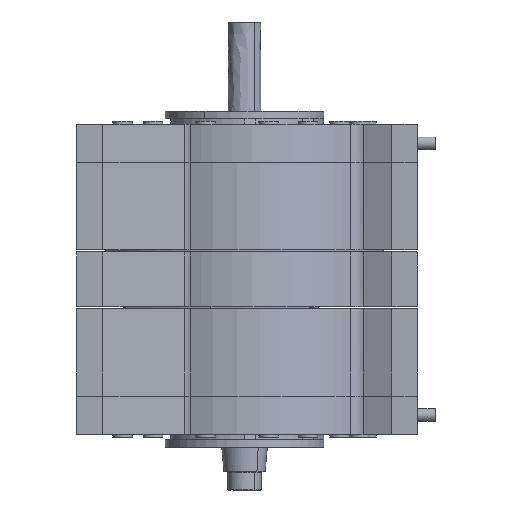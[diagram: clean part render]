
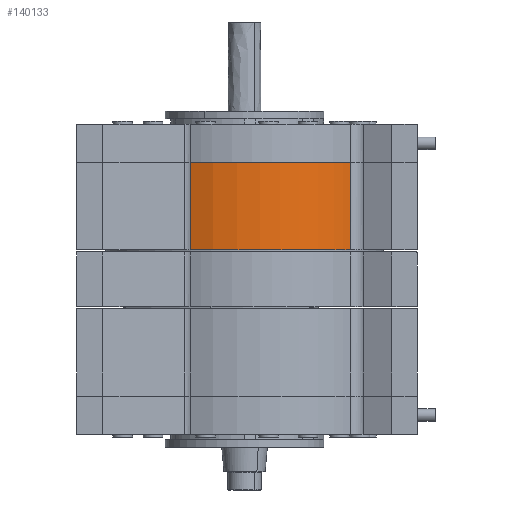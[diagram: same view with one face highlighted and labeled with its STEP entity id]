
A CAD part, front view. The second image highlights one B-rep face of the part: STEP entity #140133.
In plain terms, the highlighted free-form (B-spline) face has degree [2, 1] with [3, 2] control points.
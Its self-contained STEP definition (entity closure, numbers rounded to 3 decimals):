
#136712 = VERTEX_POINT('',#136713);
#136713 = CARTESIAN_POINT('',(-61.47,-181.725,
    131.762));
#136719 = EDGE_CURVE('',#136712,#136720,#136722,.T.);
#136720 = VERTEX_POINT('',#136721);
#136721 = CARTESIAN_POINT('',(119.552,-140.214,
    131.762));
#136722 = ( BOUNDED_CURVE() B_SPLINE_CURVE(2,(#136723,#136724,#136725),
.UNSPECIFIED.,.F.,.F.) B_SPLINE_CURVE_WITH_KNOTS((3,3),(1.176,
2.417),.PIECEWISE_BEZIER_KNOTS.) CURVE() 
GEOMETRIC_REPRESENTATION_ITEM() RATIONAL_B_SPLINE_CURVE((1.,
0.814,1.)) REPRESENTATION_ITEM('') );
#136723 = CARTESIAN_POINT('',(-61.47,-181.725,
    131.762));
#136724 = CARTESIAN_POINT('',(43.875,-225.657,
    131.762));
#136725 = CARTESIAN_POINT('',(119.552,-140.214,
    131.762));
#137076 = VERTEX_POINT('',#137077);
#137077 = CARTESIAN_POINT('',(119.552,-140.214,
    33.248));
#137083 = EDGE_CURVE('',#137084,#137076,#137086,.T.);
#137084 = VERTEX_POINT('',#137085);
#137085 = CARTESIAN_POINT('',(-61.47,-181.725,
    33.248));
#137086 = ( BOUNDED_CURVE() B_SPLINE_CURVE(2,(#137087,#137088,#137089),
.UNSPECIFIED.,.F.,.F.) B_SPLINE_CURVE_WITH_KNOTS((3,3),(4.317,
5.558),.PIECEWISE_BEZIER_KNOTS.) CURVE() 
GEOMETRIC_REPRESENTATION_ITEM() RATIONAL_B_SPLINE_CURVE((1.,
0.814,1.)) REPRESENTATION_ITEM('') );
#137087 = CARTESIAN_POINT('',(-61.47,-181.725,
    33.248));
#137088 = CARTESIAN_POINT('',(43.875,-225.657,
    33.248));
#137089 = CARTESIAN_POINT('',(119.552,-140.214,
    33.248));
#140133 = ADVANCED_FACE('',(#140134),#140148,.T.);
#140134 = FACE_BOUND('',#140135,.T.);
#140135 = EDGE_LOOP('',(#140136,#140137,#140142,#140143));
#140136 = ORIENTED_EDGE('',*,*,#137083,.T.);
#140137 = ORIENTED_EDGE('',*,*,#140138,.T.);
#140138 = EDGE_CURVE('',#137076,#136720,#140139,.T.);
#140139 = B_SPLINE_CURVE_WITH_KNOTS('',1,(#140140,#140141),
  .UNSPECIFIED.,.F.,.F.,(2,2),(-80.,0.),
  .PIECEWISE_BEZIER_KNOTS.);
#140140 = CARTESIAN_POINT('',(119.552,-140.214,
    33.248));
#140141 = CARTESIAN_POINT('',(119.552,-140.214,
    131.762));
#140142 = ORIENTED_EDGE('',*,*,#136719,.F.);
#140143 = ORIENTED_EDGE('',*,*,#140144,.T.);
#140144 = EDGE_CURVE('',#136712,#137084,#140145,.T.);
#140145 = B_SPLINE_CURVE_WITH_KNOTS('',1,(#140146,#140147),
  .UNSPECIFIED.,.F.,.F.,(2,2),(0.,80.),
  .PIECEWISE_BEZIER_KNOTS.);
#140146 = CARTESIAN_POINT('',(-61.47,-181.725,
    131.762));
#140147 = CARTESIAN_POINT('',(-61.47,-181.725,
    33.248));
#140148 = ( BOUNDED_SURFACE() B_SPLINE_SURFACE(2,1,(
    (#140149,#140150)
    ,(#140151,#140152)
    ,(#140153,#140154
)),.UNSPECIFIED.,.F.,.F.,.F.) B_SPLINE_SURFACE_WITH_KNOTS((3,3),(2,2),(
    3.866,5.107),(0.,80.),
.PIECEWISE_BEZIER_KNOTS.) GEOMETRIC_REPRESENTATION_ITEM() 
RATIONAL_B_SPLINE_SURFACE((
    (1.,1.)
    ,(0.814,0.814)
,(1.,1.))) REPRESENTATION_ITEM('') SURFACE() );
#140149 = CARTESIAN_POINT('',(119.552,-140.214,
    131.762));
#140150 = CARTESIAN_POINT('',(119.552,-140.214,
    33.248));
#140151 = CARTESIAN_POINT('',(43.875,-225.657,
    131.762));
#140152 = CARTESIAN_POINT('',(43.875,-225.657,
    33.248));
#140153 = CARTESIAN_POINT('',(-61.47,-181.725,
    131.762));
#140154 = CARTESIAN_POINT('',(-61.47,-181.725,
    33.248));
